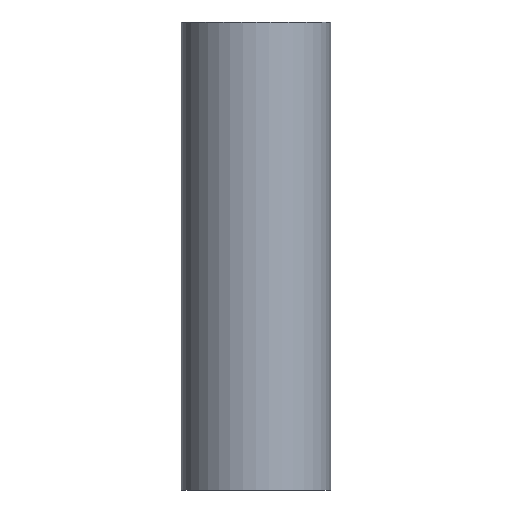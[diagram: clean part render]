
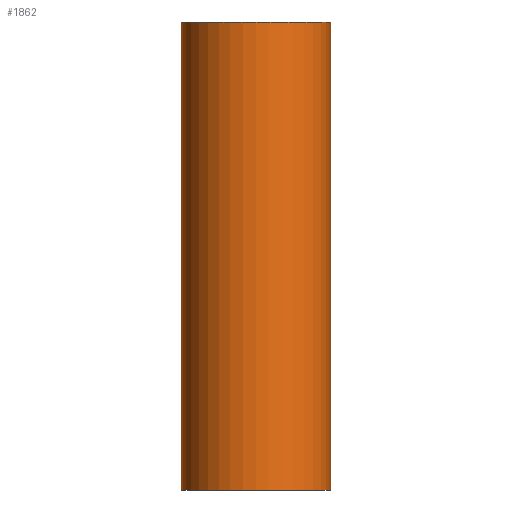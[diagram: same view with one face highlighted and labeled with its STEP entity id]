
A CAD part, front view. The second image highlights one B-rep face of the part: STEP entity #1862.
In plain terms, the highlighted cylindrical face has radius 48.578 mm (diameter 97.155 mm), a full revolution.
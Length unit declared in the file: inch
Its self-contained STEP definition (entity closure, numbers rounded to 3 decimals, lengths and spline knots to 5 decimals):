
#16 = CARTESIAN_POINT ( 'NONE',  ( 1.9125, 0., 0. ) ) ;
#60 = CARTESIAN_POINT ( 'NONE',  ( 0., 0., 12. ) ) ;
#241 = VERTEX_POINT ( 'NONE', #1172 ) ;
#280 = FACE_OUTER_BOUND ( 'NONE', #2301, .T. ) ;
#399 = AXIS2_PLACEMENT_3D ( 'NONE', #2843, #744, #1681 ) ;
#488 = DIRECTION ( 'NONE',  ( 0., 0., 1. ) ) ;
#744 = DIRECTION ( 'NONE',  ( 0., 0., 1. ) ) ;
#990 = DIRECTION ( 'NONE',  ( 0., 0., -1. ) ) ;
#1172 = CARTESIAN_POINT ( 'NONE',  ( 1.9125, 0., 12. ) ) ;
#1214 = FACE_OUTER_BOUND ( 'NONE', #1299, .T. ) ;
#1299 = EDGE_LOOP ( 'NONE', ( #2634 ) ) ;
#1372 = EDGE_CURVE ( 'NONE', #241, #241, #1903, .T. ) ;
#1416 = DIRECTION ( 'NONE',  ( 1., 0., 0. ) ) ;
#1637 = AXIS2_PLACEMENT_3D ( 'NONE', #60, #990, #1921 ) ;
#1681 = DIRECTION ( 'NONE',  ( 1., 0., 0. ) ) ;
#1718 = CIRCLE ( 'NONE', #399, 1.9125 ) ;
#1743 = ORIENTED_EDGE ( 'NONE', *, *, #1372, .F. ) ;
#1862 = ADVANCED_FACE ( 'NONE', ( #280, #1214 ), #2153, .T. ) ;
#1903 = CIRCLE ( 'NONE', #2440, 1.9125 ) ;
#1921 = DIRECTION ( 'NONE',  ( -1., 0., 0. ) ) ;
#2111 = VERTEX_POINT ( 'NONE', #16 ) ;
#2153 = CYLINDRICAL_SURFACE ( 'NONE', #1637, 1.9125 ) ;
#2301 = EDGE_LOOP ( 'NONE', ( #1743 ) ) ;
#2440 = AXIS2_PLACEMENT_3D ( 'NONE', #2589, #488, #1416 ) ;
#2589 = CARTESIAN_POINT ( 'NONE',  ( 0., 0., 12. ) ) ;
#2634 = ORIENTED_EDGE ( 'NONE', *, *, #2661, .T. ) ;
#2661 = EDGE_CURVE ( 'NONE', #2111, #2111, #1718, .T. ) ;
#2843 = CARTESIAN_POINT ( 'NONE',  ( 0., 0., 0. ) ) ;
